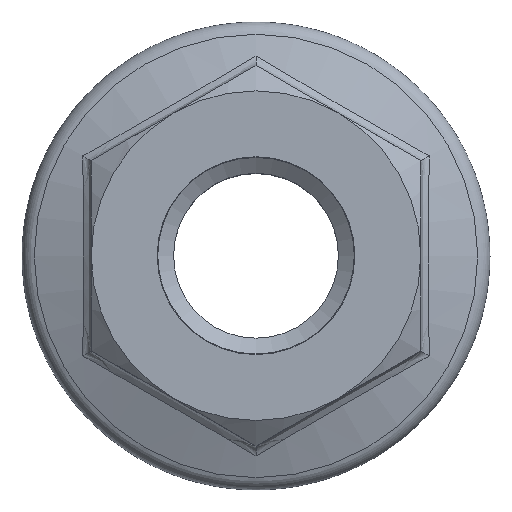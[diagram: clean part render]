
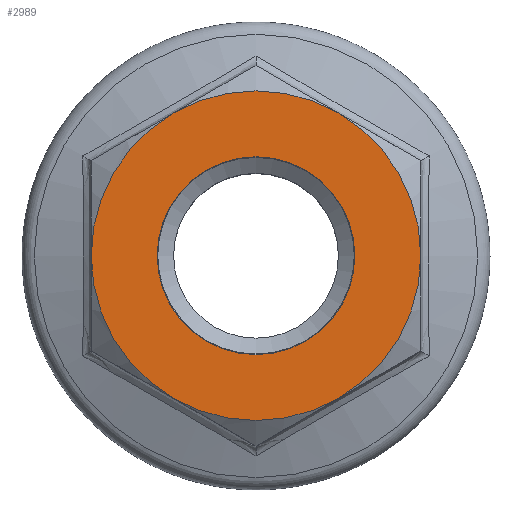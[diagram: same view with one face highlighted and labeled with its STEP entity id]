
A CAD part, top view. The second image highlights one B-rep face of the part: STEP entity #2989.
In plain terms, the highlighted planar face has unit normal (0, 0, 1).
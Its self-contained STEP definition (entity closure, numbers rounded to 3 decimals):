
#94 = CARTESIAN_POINT ( 'NONE',  ( 2.5, 4.33, 0. ) ) ;
#123 = CARTESIAN_POINT ( 'NONE',  ( 5., 0., 0. ) ) ;
#180 = DIRECTION ( 'NONE',  ( 1., 0., 0. ) ) ;
#219 = CARTESIAN_POINT ( 'NONE',  ( -2.5, 4.33, 0. ) ) ;
#271 = DIRECTION ( 'NONE',  ( -1., 0., 0. ) ) ;
#373 = EDGE_CURVE ( 'NONE', #3189, #3189, #3785, .T. ) ;
#402 = CARTESIAN_POINT ( 'NONE',  ( 0., 0., 0. ) ) ;
#520 = ORIENTED_EDGE ( 'NONE', *, *, #582, .F. ) ;
#574 = FACE_OUTER_BOUND ( 'NONE', #5133, .T. ) ;
#577 = CARTESIAN_POINT ( 'NONE',  ( 0., 5.774, 0. ) ) ;
#582 = EDGE_CURVE ( 'NONE', #6703, #2683, #5478, .T. ) ;
#596 = CARTESIAN_POINT ( 'NONE',  ( 2.5, -4.33, 0. ) ) ;
#616 = VERTEX_POINT ( 'NONE', #94 ) ;
#676 = EDGE_CURVE ( 'NONE', #3842, #7057, #6264, .T. ) ;
#825 = ORIENTED_EDGE ( 'NONE', *, *, #676, .F. ) ;
#1180 = AXIS2_PLACEMENT_3D ( 'NONE', #3812, #2346, #6805 ) ;
#1291 = DIRECTION ( 'NONE',  ( 0., 0., -1. ) ) ;
#1329 = ORIENTED_EDGE ( 'NONE', *, *, #4690, .F. ) ;
#1503 = DIRECTION ( 'NONE',  ( 0., 0., 1. ) ) ;
#1710 = EDGE_LOOP ( 'NONE', ( #2669 ) ) ;
#1713 = CARTESIAN_POINT ( 'NONE',  ( -2.5, -4.33, 0. ) ) ;
#1906 = CARTESIAN_POINT ( 'NONE',  ( 3., 0., 0. ) ) ;
#2206 = CIRCLE ( 'NONE', #5118, 5. ) ;
#2217 = PLANE ( 'NONE',  #3727 ) ;
#2235 = EDGE_CURVE ( 'NONE', #7057, #616, #6597, .T. ) ;
#2299 = DIRECTION ( 'NONE',  ( 0., 0., 1. ) ) ;
#2346 = DIRECTION ( 'NONE',  ( 0., 0., -1. ) ) ;
#2399 = DIRECTION ( 'NONE',  ( -1., 0., 0. ) ) ;
#2454 = DIRECTION ( 'NONE',  ( 0., 0., -1. ) ) ;
#2586 = DIRECTION ( 'NONE',  ( 0., 0., -1. ) ) ;
#2602 = AXIS2_PLACEMENT_3D ( 'NONE', #5918, #2586, #6454 ) ;
#2633 = CARTESIAN_POINT ( 'NONE',  ( -5., 0., 0. ) ) ;
#2669 = ORIENTED_EDGE ( 'NONE', *, *, #373, .F. ) ;
#2675 = ORIENTED_EDGE ( 'NONE', *, *, #2235, .F. ) ;
#2683 = VERTEX_POINT ( 'NONE', #1713 ) ;
#2765 = DIRECTION ( 'NONE',  ( -1., 0., 0. ) ) ;
#2989 = ADVANCED_FACE ( 'NONE', ( #574, #3378 ), #2217, .F. ) ;
#3189 = VERTEX_POINT ( 'NONE', #1906 ) ;
#3378 = FACE_BOUND ( 'NONE', #1710, .T. ) ;
#3422 = ORIENTED_EDGE ( 'NONE', *, *, #5434, .T. ) ;
#3593 = AXIS2_PLACEMENT_3D ( 'NONE', #402, #1503, #180 ) ;
#3606 = CIRCLE ( 'NONE', #2602, 5. ) ;
#3727 = AXIS2_PLACEMENT_3D ( 'NONE', #577, #6086, #2765 ) ;
#3785 = CIRCLE ( 'NONE', #3593, 3. ) ;
#3812 = CARTESIAN_POINT ( 'NONE',  ( 0., 0., 0. ) ) ;
#3842 = VERTEX_POINT ( 'NONE', #2633 ) ;
#3999 = EDGE_CURVE ( 'NONE', #2683, #3842, #3606, .T. ) ;
#4555 = ORIENTED_EDGE ( 'NONE', *, *, #3999, .F. ) ;
#4559 = CARTESIAN_POINT ( 'NONE',  ( 0., 0., 0. ) ) ;
#4690 = EDGE_CURVE ( 'NONE', #6788, #6703, #2206, .T. ) ;
#5113 = DIRECTION ( 'NONE',  ( -1., 0., 0. ) ) ;
#5118 = AXIS2_PLACEMENT_3D ( 'NONE', #4559, #1291, #5113 ) ;
#5133 = EDGE_LOOP ( 'NONE', ( #825, #4555, #520, #1329, #3422, #2675 ) ) ;
#5434 = EDGE_CURVE ( 'NONE', #6788, #616, #6934, .T. ) ;
#5478 = CIRCLE ( 'NONE', #1180, 5. ) ;
#5606 = CARTESIAN_POINT ( 'NONE',  ( 0., 0., 0. ) ) ;
#5918 = CARTESIAN_POINT ( 'NONE',  ( 0., 0., 0. ) ) ;
#5962 = CARTESIAN_POINT ( 'NONE',  ( 0., 0., 0. ) ) ;
#6064 = AXIS2_PLACEMENT_3D ( 'NONE', #5962, #6866, #2399 ) ;
#6086 = DIRECTION ( 'NONE',  ( 0., 0., -1. ) ) ;
#6172 = DIRECTION ( 'NONE',  ( 1., 0., 0. ) ) ;
#6264 = CIRCLE ( 'NONE', #6854, 5. ) ;
#6454 = DIRECTION ( 'NONE',  ( -1., 0., 0. ) ) ;
#6597 = CIRCLE ( 'NONE', #6064, 5. ) ;
#6598 = AXIS2_PLACEMENT_3D ( 'NONE', #5606, #2299, #6172 ) ;
#6703 = VERTEX_POINT ( 'NONE', #596 ) ;
#6788 = VERTEX_POINT ( 'NONE', #123 ) ;
#6805 = DIRECTION ( 'NONE',  ( -1., 0., 0. ) ) ;
#6854 = AXIS2_PLACEMENT_3D ( 'NONE', #7067, #2454, #271 ) ;
#6866 = DIRECTION ( 'NONE',  ( 0., 0., -1. ) ) ;
#6934 = CIRCLE ( 'NONE', #6598, 5. ) ;
#7057 = VERTEX_POINT ( 'NONE', #219 ) ;
#7067 = CARTESIAN_POINT ( 'NONE',  ( 0., 0., 0. ) ) ;
